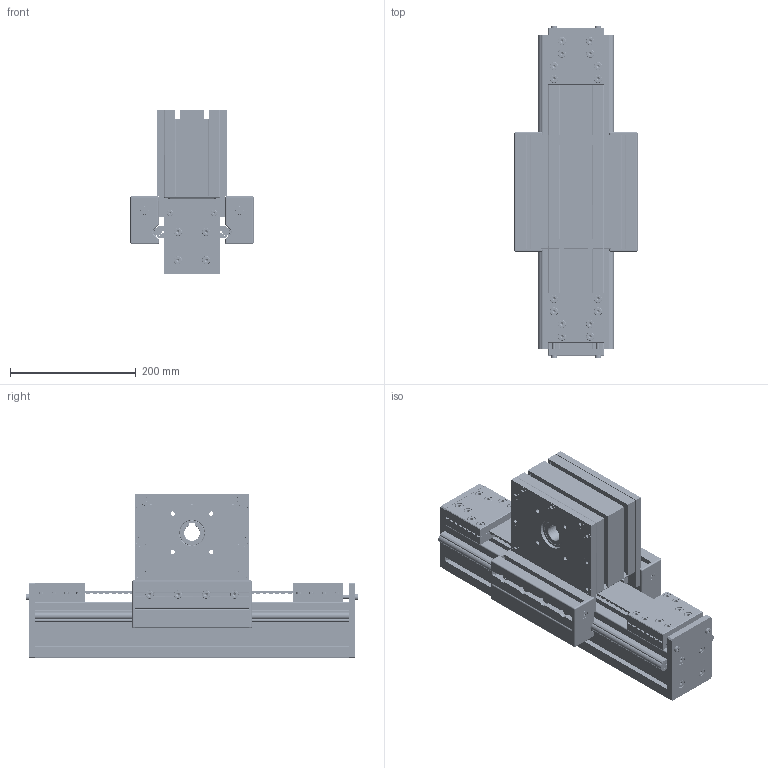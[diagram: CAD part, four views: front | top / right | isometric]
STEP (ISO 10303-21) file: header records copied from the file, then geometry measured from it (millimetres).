
FILE_DESCRIPTION(/* description */ ('Šroub DIN 7984'),/* implementation_level */ '2;1');
FILE_NAME(/* name */ '810050C.stp',/* time_stamp */ '2014-02-04T10:30:26+01:00',/* author */ ('AlutecK&K'),/* organization */ (''),/* preprocessor_version */ 'ST-DEVELOPER v15.2',/* originating_system */ 'Autodesk Inventor 2014',/* authorisation */ '');
FILE_SCHEMA (('AUTOMOTIVE_DESIGN { 1 0 10303 214 3 1 1 }'));
Products named in the file (34): 200620; 200635; 200820; 200835; 210800; 801902; 801904; 200820.4; 200840-1; 221890; 321309-LV; 801204; 801205; 801231; 801232; 801235; 801845-04; 801945; 801945-07; 801990-04; 801990-05; 801990-06; Lozisko6005-2RS; Lozisko6008-2RS; Rem50_16AT10-R_25CP; Rem18_16AT10-R_KR; 801990; 810050C_109091_001; 810050C_801200_001; 810050C_801201_001; 810050C_801050_001; 810050C
Bounding box: 196 x 528 x 261.95 mm (x, y, z)
Volume: 4173069.3 mm3; surface area: 1871362 mm2
Topology: 193 solids, 193 shells, 4968 faces, 12732 edges, 7950 vertices
Faces by surface type: plane 2487, cylinder 1791, torus 286, cone 250, sphere 142, bspline 12
Full cylindrical faces by diameter (mm): 4.917 x4, 6 x4, 6.5 x4, 6.647 x50, 6.8 x8, 7.2 x10, 7.5 x12, 8 x60, 8.2 x4, 8.4 x62, 10 x4, 11.4 x4, 12 x10, 13 x38, 13.5 x30, 16 x18, 18 x8, 18.4 x8, 24 x8, 25 x8, 32 x4, 32.04 x8, 35 x8, 39.96 x8, 40 x8, 46 x2, 47 x12, 48 x2, 48.96 x4, 50 x2
Entity records: 62021 total; most frequent: CARTESIAN_POINT 15559, DIRECTION 9793, ORIENTED_EDGE 8922, EDGE_CURVE 4429, AXIS2_PLACEMENT_3D 3703, VERTEX_POINT 2949, LINE 2387, VECTOR 2387
